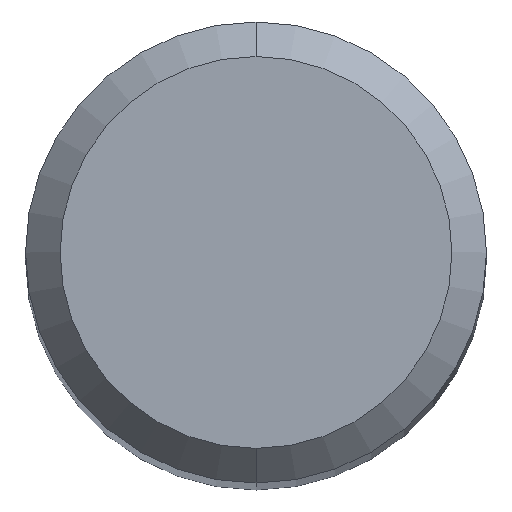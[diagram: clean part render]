
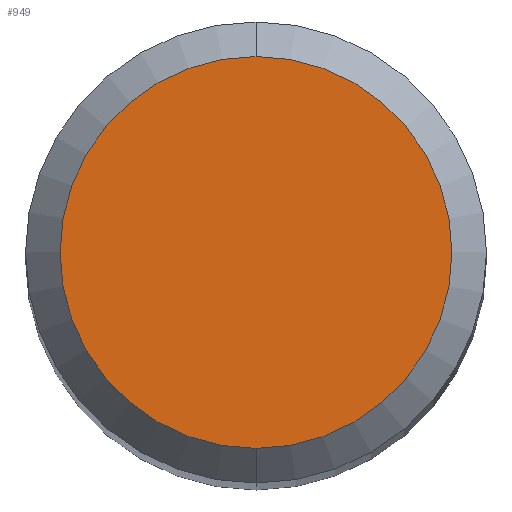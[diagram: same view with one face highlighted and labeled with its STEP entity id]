
A CAD part, top view. The second image highlights one B-rep face of the part: STEP entity #949.
In plain terms, the highlighted planar face has unit normal (0, 0, 1).
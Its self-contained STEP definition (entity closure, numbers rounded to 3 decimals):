
#447=VERTEX_POINT('',#1134);
#489=VERTEX_POINT('',#1181);
#521=EDGE_CURVE('',#447,#489,#1215,.T.);
#933=EDGE_CURVE('',#489,#447,#1663,.T.);
#949=ADVANCED_FACE('',(#1682),#1683,.T.);
#1134=CARTESIAN_POINT('',(0.,-1.7,0.0));
#1181=CARTESIAN_POINT('',(0.0,1.7,0.0));
#1215=CIRCLE('',#2375,1.7);
#1663=CIRCLE('',#4585,1.7);
#1682=FACE_OUTER_BOUND('',#4750,.T.);
#1683=PLANE('',#4751);
#2375=AXIS2_PLACEMENT_3D('',#5131,#5132,#5133);
#4585=AXIS2_PLACEMENT_3D('',#5552,#5553,#5554);
#4750=EDGE_LOOP('',(#5581,#5582));
#4751=AXIS2_PLACEMENT_3D('',#5583,#5584,#5585);
#5131=CARTESIAN_POINT('',(0.0,0.0,0.0));
#5132=DIRECTION('',(0.0,0.0,-1.0));
#5133=DIRECTION('',(0.0,1.0,0.0));
#5552=CARTESIAN_POINT('',(0.0,0.0,0.0));
#5553=DIRECTION('',(0.0,0.0,-1.0));
#5554=DIRECTION('',(0.0,1.0,0.0));
#5581=ORIENTED_EDGE('',*,*,#933,.F.);
#5582=ORIENTED_EDGE('',*,*,#521,.F.);
#5583=CARTESIAN_POINT('',(0.0,0.85,0.0));
#5584=DIRECTION('',(-0.0,0.0,1.0));
#5585=DIRECTION('',(0.0,-1.0,0.0));
